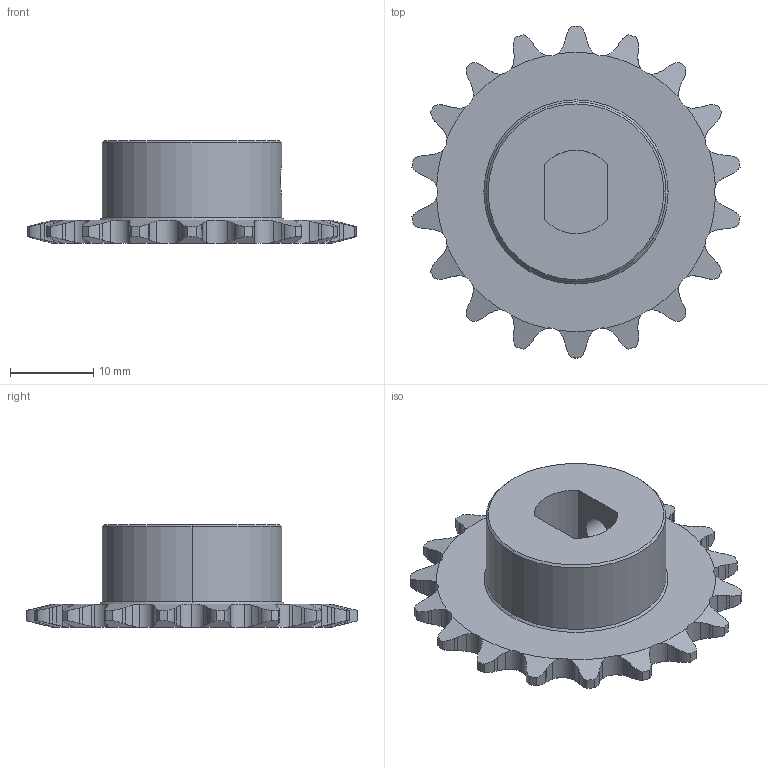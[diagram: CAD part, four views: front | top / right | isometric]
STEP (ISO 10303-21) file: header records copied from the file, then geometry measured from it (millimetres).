
FILE_DESCRIPTION (( 'STEP AP203' ), '1' );
FILE_NAME ('S25-18HA-10mm_DD.STEP', '2017-06-23T13:31:44', ( '' ), ( '' ), 'SwSTEP 2.0', 'SolidWorks 2017', '' );
FILE_SCHEMA (( 'CONFIG_CONTROL_DESIGN' ));
Length unit declared in the file: inch
Products named in the file (1): S25-18HA-10mm_DD
Bounding box: 39.37 x 39.82 x 12.32 mm (x, y, z)
Volume: 5474.4 mm3; surface area: 3429.8 mm2
Topology: 1 solids, 1 shells, 207 faces, 606 edges, 402 vertices
Faces by surface type: cylinder 125, plane 42, cone 40
Entity records: 7543 total; most frequent: CARTESIAN_POINT 2448, ORIENTED_EDGE 1212, DIRECTION 844, EDGE_CURVE 606, VERTEX_POINT 402, AXIS2_PLACEMENT_3D 336, B_SPLINE_CURVE_WITH_KNOTS 306, EDGE_LOOP 210
